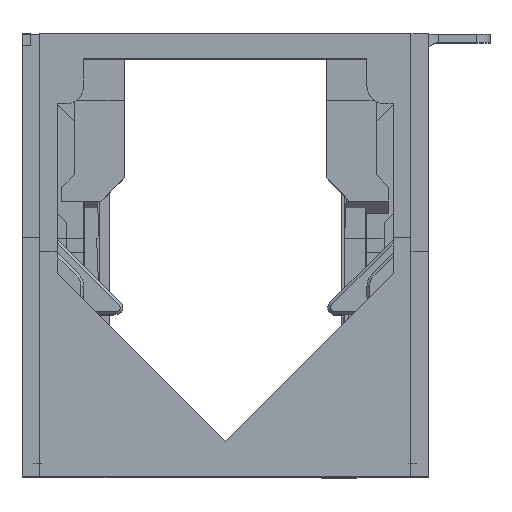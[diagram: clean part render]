
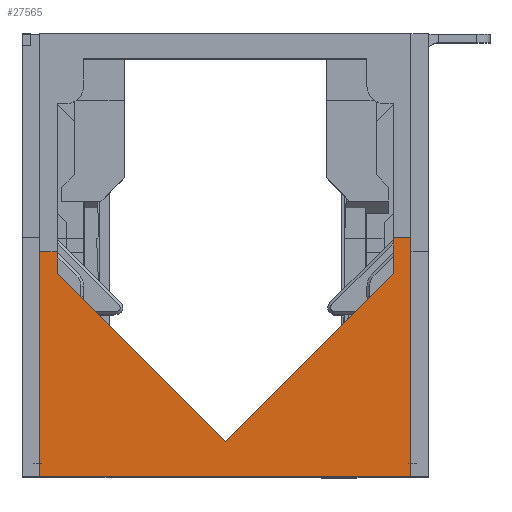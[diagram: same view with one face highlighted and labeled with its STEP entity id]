
A CAD part, top view. The second image highlights one B-rep face of the part: STEP entity #27565.
In plain terms, the highlighted planar face has unit normal (0, 0, 1).
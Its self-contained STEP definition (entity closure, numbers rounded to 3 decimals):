
#1832=FACE_OUTER_BOUND('',#3519,.T.);
#3519=EDGE_LOOP('',(#19779,#19780,#19781,#19782,#19783,#19784,#19785,#19786,
#19787));
#5579=LINE('',#41297,#8833);
#5584=LINE('',#41305,#8838);
#5585=LINE('',#41308,#8839);
#5590=LINE('',#41319,#8844);
#5592=LINE('',#41323,#8846);
#5597=LINE('',#41332,#8851);
#5598=LINE('',#41334,#8852);
#5599=LINE('',#41336,#8853);
#5600=LINE('',#41337,#8854);
#8833=VECTOR('',#32954,10.);
#8838=VECTOR('',#32961,10.);
#8839=VECTOR('',#32964,10.);
#8844=VECTOR('',#32971,10.);
#8846=VECTOR('',#32975,10.);
#8851=VECTOR('',#32982,10.);
#8852=VECTOR('',#32983,10.);
#8853=VECTOR('',#32984,10.);
#8854=VECTOR('',#32985,10.);
#11967=VERTEX_POINT('',#41294);
#11968=VERTEX_POINT('',#41296);
#11970=VERTEX_POINT('',#41303);
#11971=VERTEX_POINT('',#41307);
#11975=VERTEX_POINT('',#41316);
#11976=VERTEX_POINT('',#41318);
#11977=VERTEX_POINT('',#41322);
#11981=VERTEX_POINT('',#41333);
#11982=VERTEX_POINT('',#41335);
#14860=EDGE_CURVE('',#11968,#11967,#5579,.T.);
#14865=EDGE_CURVE('',#11970,#11967,#5584,.T.);
#14866=EDGE_CURVE('',#11971,#11968,#5585,.T.);
#14871=EDGE_CURVE('',#11976,#11975,#5590,.T.);
#14873=EDGE_CURVE('',#11971,#11977,#5592,.T.);
#14878=EDGE_CURVE('',#11970,#11976,#5597,.T.);
#14879=EDGE_CURVE('',#11975,#11981,#5598,.T.);
#14880=EDGE_CURVE('',#11981,#11982,#5599,.T.);
#14881=EDGE_CURVE('',#11977,#11982,#5600,.T.);
#19779=ORIENTED_EDGE('',*,*,#14866,.T.);
#19780=ORIENTED_EDGE('',*,*,#14860,.T.);
#19781=ORIENTED_EDGE('',*,*,#14865,.F.);
#19782=ORIENTED_EDGE('',*,*,#14878,.T.);
#19783=ORIENTED_EDGE('',*,*,#14871,.T.);
#19784=ORIENTED_EDGE('',*,*,#14879,.T.);
#19785=ORIENTED_EDGE('',*,*,#14880,.T.);
#19786=ORIENTED_EDGE('',*,*,#14881,.F.);
#19787=ORIENTED_EDGE('',*,*,#14873,.F.);
#26142=PLANE('',#29537);
#27565=ADVANCED_FACE('',(#1832),#26142,.T.);
#29537=AXIS2_PLACEMENT_3D('',#41331,#32980,#32981);
#32954=DIRECTION('',(0.,-1.,0.));
#32961=DIRECTION('',(-1.,0.,0.));
#32964=DIRECTION('',(-1.,0.,0.));
#32971=DIRECTION('',(-1.,0.,0.));
#32975=DIRECTION('',(0.,-1.,0.));
#32980=DIRECTION('center_axis',(0.,0.,
1.));
#32981=DIRECTION('ref_axis',(0.,1.,0.));
#32982=DIRECTION('',(0.,1.,0.));
#32983=DIRECTION('',(0.,-1.,0.));
#32984=DIRECTION('',(-0.707,-0.707,0.));
#32985=DIRECTION('',(0.707,-0.707,0.));
#41294=CARTESIAN_POINT('',(268.197,-16.296,486.336));
#41296=CARTESIAN_POINT('',(268.197,48.704,486.336));
#41297=CARTESIAN_POINT('',(268.197,69.821,486.336));
#41303=CARTESIAN_POINT('',(375.385,-16.296,486.336));
#41305=CARTESIAN_POINT('',(265.657,-16.296,486.336));
#41307=CARTESIAN_POINT('',(273.277,48.704,486.336));
#41308=CARTESIAN_POINT('',(347.318,48.704,486.336));
#41316=CARTESIAN_POINT('',(370.305,52.704,486.336));
#41318=CARTESIAN_POINT('',(375.385,52.704,486.336));
#41319=CARTESIAN_POINT('',(347.318,52.704,486.336));
#41322=CARTESIAN_POINT('',(273.277,42.378,486.336));
#41323=CARTESIAN_POINT('',(273.277,44.664,486.336));
#41331=CARTESIAN_POINT('Origin',(370.305,92.518,486.336));
#41332=CARTESIAN_POINT('',(375.385,69.82,486.336));
#41333=CARTESIAN_POINT('',(370.305,42.378,486.336));
#41334=CARTESIAN_POINT('',(370.305,89.473,486.336));
#41335=CARTESIAN_POINT('',(321.791,-6.136,486.336));
#41336=CARTESIAN_POINT('',(395.902,67.975,486.336));
#41337=CARTESIAN_POINT('',(247.68,67.975,486.336));
